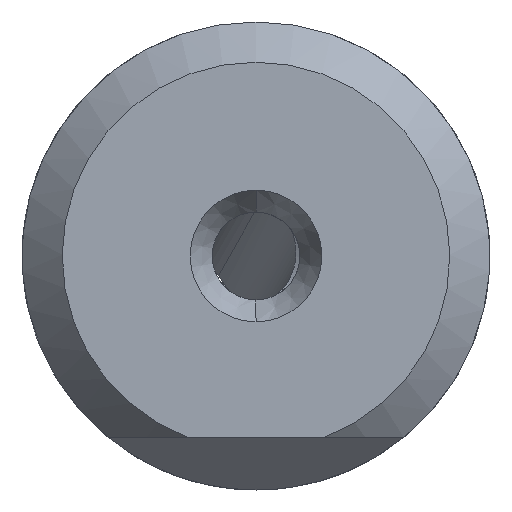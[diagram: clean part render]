
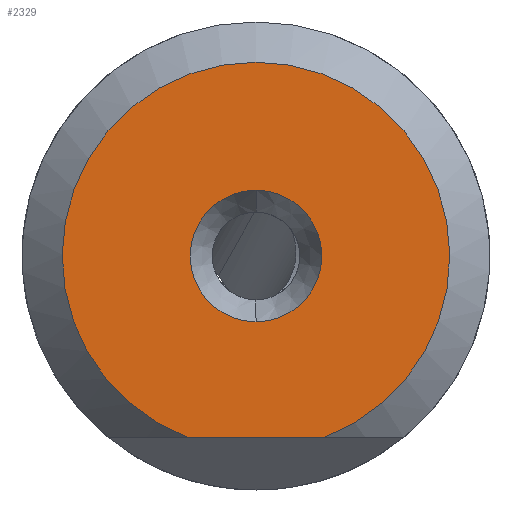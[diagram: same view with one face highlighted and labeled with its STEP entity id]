
A CAD part, left-side view. The second image highlights one B-rep face of the part: STEP entity #2329.
In plain terms, the highlighted planar face has unit normal (-1, 0, 0).
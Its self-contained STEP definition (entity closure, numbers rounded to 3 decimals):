
#103 = EDGE_CURVE ( 'NONE', #1520, #3723, #4055, .T. ) ;
#152 = CIRCLE ( 'NONE', #4822, 6.625 ) ;
#254 = FACE_OUTER_BOUND ( 'NONE', #597, .T. ) ;
#526 = DIRECTION ( 'NONE',  ( -1., 0., 0. ) ) ;
#539 = VERTEX_POINT ( 'NONE', #3886 ) ;
#597 = EDGE_LOOP ( 'NONE', ( #3830, #4153 ) ) ;
#801 = AXIS2_PLACEMENT_3D ( 'NONE', #3945, #1673, #3967 ) ;
#956 = CIRCLE ( 'NONE', #4383, 2.25 ) ;
#1001 = DIRECTION ( 'NONE',  ( 0., 0., 1. ) ) ;
#1031 = EDGE_LOOP ( 'NONE', ( #1920, #1707 ) ) ;
#1091 = DIRECTION ( 'NONE',  ( 0., 0., 1. ) ) ;
#1309 = DIRECTION ( 'NONE',  ( 0., 0., 1. ) ) ;
#1520 = VERTEX_POINT ( 'NONE', #2789 ) ;
#1673 = DIRECTION ( 'NONE',  ( 1., 0., 0. ) ) ;
#1707 = ORIENTED_EDGE ( 'NONE', *, *, #1862, .F. ) ;
#1781 = CARTESIAN_POINT ( 'NONE',  ( 0., -2.335, -6.2 ) ) ;
#1862 = EDGE_CURVE ( 'NONE', #3365, #539, #956, .T. ) ;
#1920 = ORIENTED_EDGE ( 'NONE', *, *, #3138, .F. ) ;
#2065 = AXIS2_PLACEMENT_3D ( 'NONE', #4137, #2615, #1091 ) ;
#2089 = CARTESIAN_POINT ( 'NONE',  ( 0., 0., 0. ) ) ;
#2191 = FACE_BOUND ( 'NONE', #1031, .T. ) ;
#2329 = ADVANCED_FACE ( 'NONE', ( #2191, #254 ), #3090, .F. ) ;
#2427 = VECTOR ( 'NONE', #4490, 1000. ) ;
#2615 = DIRECTION ( 'NONE',  ( -1., 0., 0. ) ) ;
#2789 = CARTESIAN_POINT ( 'NONE',  ( 0., 2.335, -6.2 ) ) ;
#2793 = EDGE_CURVE ( 'NONE', #3723, #1520, #152, .T. ) ;
#2864 = DIRECTION ( 'NONE',  ( -1., 0., 0. ) ) ;
#3090 = PLANE ( 'NONE',  #801 ) ;
#3092 = CIRCLE ( 'NONE', #2065, 2.25 ) ;
#3138 = EDGE_CURVE ( 'NONE', #539, #3365, #3092, .T. ) ;
#3207 = CARTESIAN_POINT ( 'NONE',  ( 0., 0., 0. ) ) ;
#3365 = VERTEX_POINT ( 'NONE', #3526 ) ;
#3526 = CARTESIAN_POINT ( 'NONE',  ( 0., 0., -2.25 ) ) ;
#3723 = VERTEX_POINT ( 'NONE', #1781 ) ;
#3830 = ORIENTED_EDGE ( 'NONE', *, *, #2793, .T. ) ;
#3886 = CARTESIAN_POINT ( 'NONE',  ( 0., 0., 2.25 ) ) ;
#3945 = CARTESIAN_POINT ( 'NONE',  ( 0., 2.25, 0. ) ) ;
#3967 = DIRECTION ( 'NONE',  ( 0., 0., -1. ) ) ;
#4055 = LINE ( 'NONE', #4090, #2427 ) ;
#4090 = CARTESIAN_POINT ( 'NONE',  ( 0., 2.25, -6.2 ) ) ;
#4137 = CARTESIAN_POINT ( 'NONE',  ( 0., 0., 0. ) ) ;
#4153 = ORIENTED_EDGE ( 'NONE', *, *, #103, .T. ) ;
#4383 = AXIS2_PLACEMENT_3D ( 'NONE', #2089, #2864, #1001 ) ;
#4490 = DIRECTION ( 'NONE',  ( 0., -1., 0. ) ) ;
#4822 = AXIS2_PLACEMENT_3D ( 'NONE', #3207, #526, #1309 ) ;
